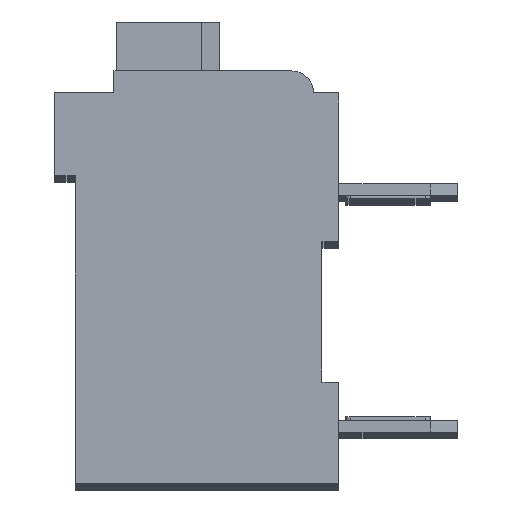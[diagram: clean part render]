
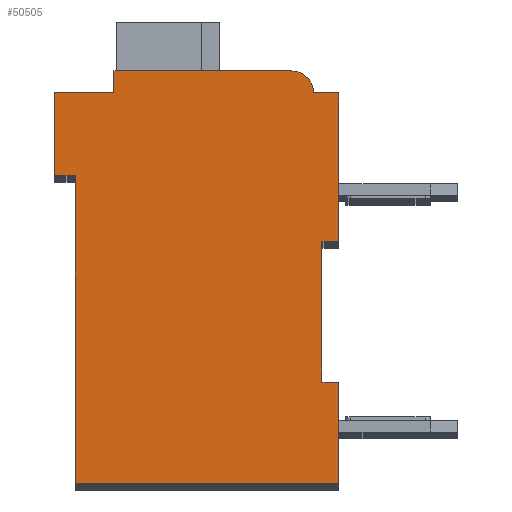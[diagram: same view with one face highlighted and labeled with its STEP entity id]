
A CAD part, top view. The second image highlights one B-rep face of the part: STEP entity #50505.
In plain terms, the highlighted planar face has unit normal (0, 0, 1).
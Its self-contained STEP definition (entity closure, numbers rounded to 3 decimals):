
#15170=DIRECTION('',(1.,0.,0.));
#15171=VECTOR('',#15170,0.5);
#15172=CARTESIAN_POINT('',(7.3,7.15,2.1));
#15173=LINE('',#15172,#15171);
#15174=DIRECTION('',(0.,1.,0.));
#15175=VECTOR('',#15174,4.15);
#15176=CARTESIAN_POINT('',(7.3,3.,2.1));
#15177=LINE('',#15176,#15175);
#15178=DIRECTION('',(-1.,0.,0.));
#15179=VECTOR('',#15178,0.5);
#15180=CARTESIAN_POINT('',(7.8,3.,2.1));
#15181=LINE('',#15180,#15179);
#15182=DIRECTION('',(0.,1.,0.));
#15183=VECTOR('',#15182,3.);
#15184=CARTESIAN_POINT('',(7.8,0.,2.1));
#15185=LINE('',#15184,#15183);
#15186=DIRECTION('',(1.,0.,0.));
#15187=VECTOR('',#15186,7.8);
#15188=CARTESIAN_POINT('',(0.,0.,2.1));
#15189=LINE('',#15188,#15187);
#15190=DIRECTION('',(0.,-1.,0.));
#15191=VECTOR('',#15190,9.1);
#15192=CARTESIAN_POINT('',(0.,9.1,2.1));
#15193=LINE('',#15192,#15191);
#15194=DIRECTION('',(1.,0.,0.));
#15195=VECTOR('',#15194,0.6);
#15196=CARTESIAN_POINT('',(-0.6,9.1,2.1));
#15197=LINE('',#15196,#15195);
#15198=DIRECTION('',(0.,-1.,0.));
#15199=VECTOR('',#15198,2.45);
#15200=CARTESIAN_POINT('',(-0.6,11.55,2.1));
#15201=LINE('',#15200,#15199);
#15202=DIRECTION('',(-1.,0.,0.));
#15203=VECTOR('',#15202,1.75);
#15204=CARTESIAN_POINT('',(1.15,11.55,2.1));
#15205=LINE('',#15204,#15203);
#15206=DIRECTION('',(0.,-1.,0.));
#15207=VECTOR('',#15206,0.65);
#15208=CARTESIAN_POINT('',(1.15,12.2,2.1));
#15209=LINE('',#15208,#15207);
#15210=DIRECTION('',(-1.,0.,0.));
#15211=VECTOR('',#15210,5.25);
#15212=CARTESIAN_POINT('',(6.4,12.2,2.1));
#15213=LINE('',#15212,#15211);
#15214=CARTESIAN_POINT('',(6.4,11.55,2.1));
#15215=DIRECTION('',(0.,0.,1.));
#15216=DIRECTION('',(1.,0.,0.));
#15217=AXIS2_PLACEMENT_3D('',#15214,#15215,#15216);
#15219=DIRECTION('',(-1.,0.,0.));
#15220=VECTOR('',#15219,0.75);
#15221=CARTESIAN_POINT('',(7.8,11.55,2.1));
#15222=LINE('',#15221,#15220);
#15223=DIRECTION('',(0.,1.,0.));
#15224=VECTOR('',#15223,4.4);
#15225=CARTESIAN_POINT('',(7.8,7.15,2.1));
#15226=LINE('',#15225,#15224);
#25233=CARTESIAN_POINT('',(7.3,7.15,2.1));
#25234=CARTESIAN_POINT('',(7.8,7.15,2.1));
#25235=VERTEX_POINT('',#25233);
#25236=VERTEX_POINT('',#25234);
#25237=CARTESIAN_POINT('',(7.8,11.55,2.1));
#25238=VERTEX_POINT('',#25237);
#25239=CARTESIAN_POINT('',(7.05,11.55,2.1));
#25240=VERTEX_POINT('',#25239);
#25241=CARTESIAN_POINT('',(6.4,12.2,2.1));
#25242=VERTEX_POINT('',#25241);
#25243=CARTESIAN_POINT('',(1.15,12.2,2.1));
#25244=VERTEX_POINT('',#25243);
#25245=CARTESIAN_POINT('',(1.15,11.55,2.1));
#25246=VERTEX_POINT('',#25245);
#25247=CARTESIAN_POINT('',(-0.6,11.55,2.1));
#25248=VERTEX_POINT('',#25247);
#25249=CARTESIAN_POINT('',(-0.6,9.1,2.1));
#25250=VERTEX_POINT('',#25249);
#25251=CARTESIAN_POINT('',(0.,9.1,2.1));
#25252=VERTEX_POINT('',#25251);
#25253=CARTESIAN_POINT('',(0.,0.,2.1));
#25254=VERTEX_POINT('',#25253);
#25255=CARTESIAN_POINT('',(7.8,0.,2.1));
#25256=VERTEX_POINT('',#25255);
#25257=CARTESIAN_POINT('',(7.8,3.,2.1));
#25258=VERTEX_POINT('',#25257);
#25259=CARTESIAN_POINT('',(7.3,3.,2.1));
#25260=VERTEX_POINT('',#25259);
#50484=CARTESIAN_POINT('',(0.,0.,2.1));
#50485=DIRECTION('',(0.,0.,1.));
#50486=DIRECTION('',(1.,0.,0.));
#50487=AXIS2_PLACEMENT_3D('',#50484,#50485,#50486);
#50488=PLANE('',#50487);
#50489=ORIENTED_EDGE('',*,*,#33238,.F.);
#50490=ORIENTED_EDGE('',*,*,#34362,.F.);
#50491=ORIENTED_EDGE('',*,*,#43676,.F.);
#50492=ORIENTED_EDGE('',*,*,#44331,.F.);
#50493=ORIENTED_EDGE('',*,*,#45086,.F.);
#50494=ORIENTED_EDGE('',*,*,#46079,.F.);
#50495=ORIENTED_EDGE('',*,*,#46456,.F.);
#50496=ORIENTED_EDGE('',*,*,#46825,.F.);
#50497=ORIENTED_EDGE('',*,*,#47385,.F.);
#50498=ORIENTED_EDGE('',*,*,#48444,.F.);
#50499=ORIENTED_EDGE('',*,*,#49284,.F.);
#50500=ORIENTED_EDGE('',*,*,#47436,.F.);
#50501=ORIENTED_EDGE('',*,*,#48165,.F.);
#50502=ORIENTED_EDGE('',*,*,#34257,.F.);
#50503=EDGE_LOOP('',(#50489,#50490,#50491,#50492,#50493,#50494,#50495,#50496,
#50497,#50498,#50499,#50500,#50501,#50502));
#50504=FACE_OUTER_BOUND('',#50503,.F.);
#15218=CIRCLE('',#15217,0.65);
#33238=EDGE_CURVE('',#25235,#25236,#15173,.T.);
#34257=EDGE_CURVE('',#25236,#25238,#15226,.T.);
#34362=EDGE_CURVE('',#25260,#25235,#15177,.T.);
#43676=EDGE_CURVE('',#25258,#25260,#15181,.T.);
#44331=EDGE_CURVE('',#25256,#25258,#15185,.T.);
#45086=EDGE_CURVE('',#25254,#25256,#15189,.T.);
#46079=EDGE_CURVE('',#25252,#25254,#15193,.T.);
#46456=EDGE_CURVE('',#25250,#25252,#15197,.T.);
#46825=EDGE_CURVE('',#25248,#25250,#15201,.T.);
#47385=EDGE_CURVE('',#25246,#25248,#15205,.T.);
#47436=EDGE_CURVE('',#25240,#25242,#15218,.T.);
#48165=EDGE_CURVE('',#25238,#25240,#15222,.T.);
#48444=EDGE_CURVE('',#25244,#25246,#15209,.T.);
#49284=EDGE_CURVE('',#25242,#25244,#15213,.T.);
#50505=ADVANCED_FACE('',(#50504),#50488,.T.);
